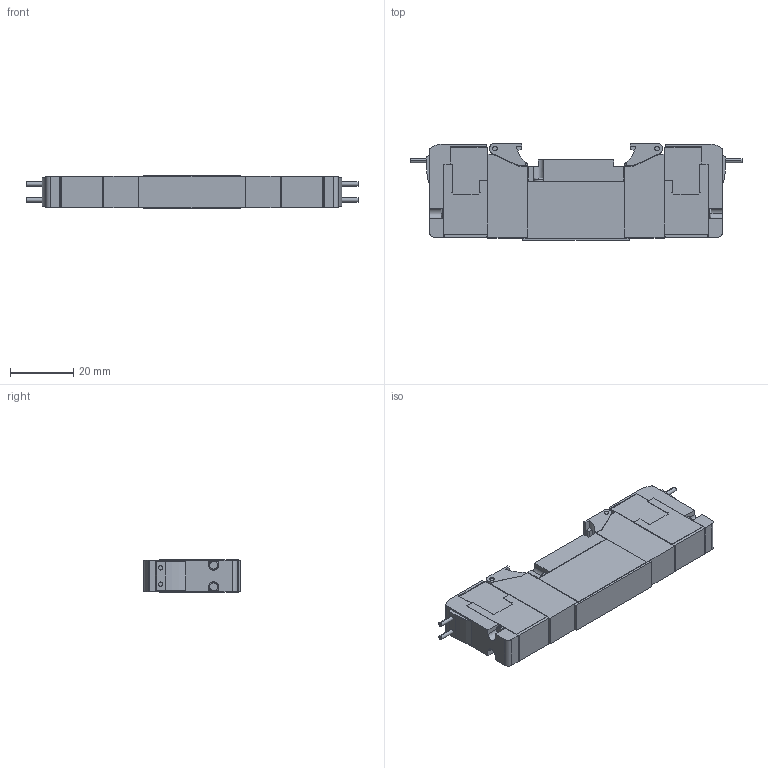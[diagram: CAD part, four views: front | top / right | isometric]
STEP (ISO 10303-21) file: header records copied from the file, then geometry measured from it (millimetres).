
FILE_DESCRIPTION (( 'STEP AP203' ), '1' );
FILE_NAME ('am-4002 CKD Double Solenoid Manifold Valve.STEP', '2025-03-24T19:58:04', ( '' ), ( '' ), 'SwSTEP 2.0', 'SolidWorks 2024', '' );
FILE_SCHEMA (( 'CONFIG_CONTROL_DESIGN' ));
Length unit declared in the file: millimetre
Products named in the file (1): am-4002 CKD Double Solenoid Manifold Valve
Bounding box: 104.9 x 30.56 x 10.4 mm (x, y, z)
Volume: 25363 mm3; surface area: 9585.1 mm2
Topology: 1 solids, 1 shells, 354 faces, 945 edges, 610 vertices
Faces by surface type: plane 262, cylinder 72, torus 16, cone 4
Entity records: 11010 total; most frequent: CARTESIAN_POINT 1930, ORIENTED_EDGE 1890, DIRECTION 1855, EDGE_CURVE 945, LINE 737, VECTOR 737, VERTEX_POINT 610, AXIS2_PLACEMENT_3D 559
